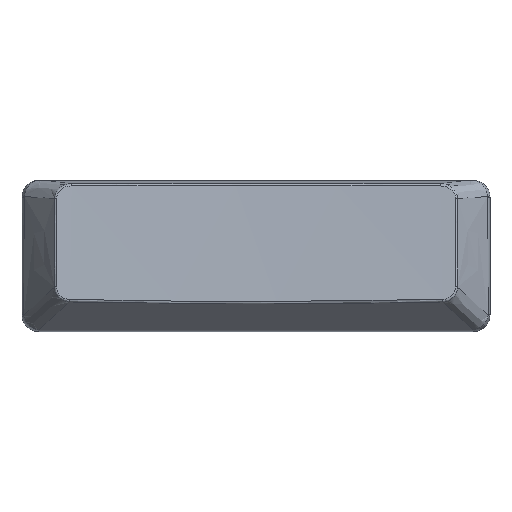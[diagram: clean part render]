
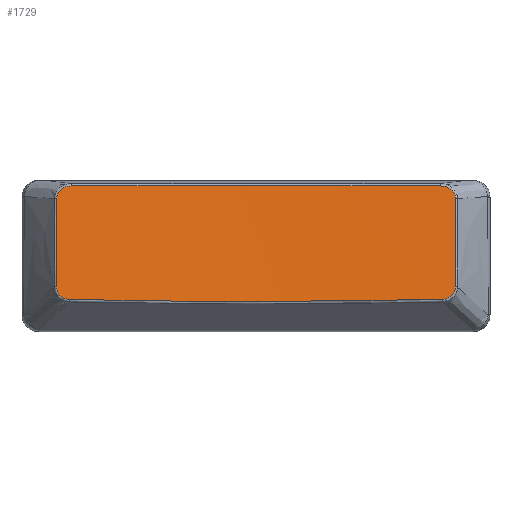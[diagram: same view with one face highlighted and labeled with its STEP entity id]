
A CAD part, top view. The second image highlights one B-rep face of the part: STEP entity #1729.
In plain terms, the highlighted free-form (B-spline) face has degree [1, 2] with [2, 3] control points.
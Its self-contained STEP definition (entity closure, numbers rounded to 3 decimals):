
#20=(
BOUNDED_SURFACE()
B_SPLINE_SURFACE(1,2,((#3394,#3395,#3396),(#3397,#3398,#3399)),
 .UNSPECIFIED.,.F.,.F.,.F.)
B_SPLINE_SURFACE_WITH_KNOTS((2,2),(3,3),(0.181,0.208),
(-1.615,-1.526),.UNSPECIFIED.)
GEOMETRIC_REPRESENTATION_ITEM()
RATIONAL_B_SPLINE_SURFACE(((1.,0.999,1.),(1.,0.999,
1.)))
REPRESENTATION_ITEM('')
SURFACE()
);
#125=B_SPLINE_CURVE_WITH_KNOTS('',3,(#3010,#3011,#3012,#3013),
 .UNSPECIFIED.,.F.,.F.,(4,4),(0.,4.436),.UNSPECIFIED.);
#127=B_SPLINE_CURVE_WITH_KNOTS('',3,(#3053,#3054,#3055,#3056,#3057,#3058),
 .UNSPECIFIED.,.F.,.F.,(4,1,1,4),(0.,0.114,0.189,
0.265),.UNSPECIFIED.);
#129=B_SPLINE_CURVE_WITH_KNOTS('',3,(#3086,#3087,#3088,#3089),
 .UNSPECIFIED.,.F.,.F.,(4,4),(0.,1.07),
 .UNSPECIFIED.);
#131=B_SPLINE_CURVE_WITH_KNOTS('',3,(#3123,#3124,#3125,#3126,#3127),
 .UNSPECIFIED.,.F.,.F.,(4,1,4),(0.,0.104,
0.243),.UNSPECIFIED.);
#133=B_SPLINE_CURVE_WITH_KNOTS('',3,(#3155,#3156,#3157,#3158),
 .UNSPECIFIED.,.F.,.F.,(4,4),(0.,4.481),
 .UNSPECIFIED.);
#135=B_SPLINE_CURVE_WITH_KNOTS('',3,(#3198,#3199,#3200,#3201,#3202,#3203),
 .UNSPECIFIED.,.F.,.F.,(4,1,1,4),(0.,0.104,
0.173,0.243),.UNSPECIFIED.);
#137=B_SPLINE_CURVE_WITH_KNOTS('',3,(#3231,#3232,#3233,#3234),
 .UNSPECIFIED.,.F.,.F.,(4,4),(0.,1.07),.UNSPECIFIED.);
#139=B_SPLINE_CURVE_WITH_KNOTS('',3,(#3271,#3272,#3273,#3274,#3275,#3276),
 .UNSPECIFIED.,.F.,.F.,(4,1,1,4),(0.,0.057,0.114,
0.265),.UNSPECIFIED.);
#466=FACE_OUTER_BOUND('',#576,.T.);
#576=EDGE_LOOP('',(#1379,#1380,#1381,#1382,#1383,#1384,#1385,#1386));
#748=VERTEX_POINT('',#3000);
#751=VERTEX_POINT('',#3008);
#752=VERTEX_POINT('',#3044);
#754=VERTEX_POINT('',#3079);
#756=VERTEX_POINT('',#3115);
#758=VERTEX_POINT('',#3148);
#760=VERTEX_POINT('',#3189);
#762=VERTEX_POINT('',#3224);
#959=EDGE_CURVE('',#751,#748,#125,.T.);
#962=EDGE_CURVE('',#748,#752,#127,.T.);
#965=EDGE_CURVE('',#752,#754,#129,.T.);
#968=EDGE_CURVE('',#754,#756,#131,.T.);
#971=EDGE_CURVE('',#756,#758,#133,.T.);
#974=EDGE_CURVE('',#758,#760,#135,.T.);
#977=EDGE_CURVE('',#760,#762,#137,.T.);
#979=EDGE_CURVE('',#762,#751,#139,.T.);
#1379=ORIENTED_EDGE('',*,*,#959,.F.);
#1380=ORIENTED_EDGE('',*,*,#979,.F.);
#1381=ORIENTED_EDGE('',*,*,#977,.F.);
#1382=ORIENTED_EDGE('',*,*,#974,.F.);
#1383=ORIENTED_EDGE('',*,*,#971,.F.);
#1384=ORIENTED_EDGE('',*,*,#968,.F.);
#1385=ORIENTED_EDGE('',*,*,#965,.F.);
#1386=ORIENTED_EDGE('',*,*,#962,.F.);
#1729=ADVANCED_FACE('',(#466),#20,.T.);
#3000=CARTESIAN_POINT('',(22.161,8.409,4.948));
#3008=CARTESIAN_POINT('',(-22.161,8.409,4.948));
#3010=CARTESIAN_POINT('Ctrl Pts',(-22.161,8.409,4.948));
#3011=CARTESIAN_POINT('Ctrl Pts',(-7.395,8.462,4.341));
#3012=CARTESIAN_POINT('Ctrl Pts',(7.395,8.462,4.341));
#3013=CARTESIAN_POINT('Ctrl Pts',(22.161,8.409,4.948));
#3044=CARTESIAN_POINT('',(23.974,6.892,5.211));
#3053=CARTESIAN_POINT('Ctrl Pts',(22.161,8.409,4.948));
#3054=CARTESIAN_POINT('Ctrl Pts',(22.539,8.408,4.964));
#3055=CARTESIAN_POINT('Ctrl Pts',(23.174,8.261,5.008));
#3056=CARTESIAN_POINT('Ctrl Pts',(23.835,7.644,5.113));
#3057=CARTESIAN_POINT('Ctrl Pts',(23.975,7.143,5.18));
#3058=CARTESIAN_POINT('Ctrl Pts',(23.974,6.892,5.211));
#3079=CARTESIAN_POINT('',(23.949,-3.729,6.514));
#3086=CARTESIAN_POINT('Ctrl Pts',(23.974,6.892,5.211));
#3087=CARTESIAN_POINT('Ctrl Pts',(23.965,3.352,5.645));
#3088=CARTESIAN_POINT('Ctrl Pts',(23.956,-0.189,6.08));
#3089=CARTESIAN_POINT('Ctrl Pts',(23.949,-3.729,6.514));
#3115=CARTESIAN_POINT('',(22.387,-5.238,6.633));
#3123=CARTESIAN_POINT('Ctrl Pts',(23.949,-3.729,6.514));
#3124=CARTESIAN_POINT('Ctrl Pts',(23.948,-4.073,6.556));
#3125=CARTESIAN_POINT('Ctrl Pts',(23.67,-4.892,6.644));
#3126=CARTESIAN_POINT('Ctrl Pts',(22.848,-5.228,6.651));
#3127=CARTESIAN_POINT('Ctrl Pts',(22.387,-5.238,6.633));
#3148=CARTESIAN_POINT('',(-22.387,-5.238,6.633));
#3155=CARTESIAN_POINT('Ctrl Pts',(22.387,-5.238,6.633));
#3156=CARTESIAN_POINT('Ctrl Pts',(7.472,-5.552,6.059));
#3157=CARTESIAN_POINT('Ctrl Pts',(-7.472,-5.552,6.059));
#3158=CARTESIAN_POINT('Ctrl Pts',(-22.387,-5.238,6.633));
#3189=CARTESIAN_POINT('',(-23.949,-3.729,6.514));
#3198=CARTESIAN_POINT('Ctrl Pts',(-22.387,-5.238,6.633));
#3199=CARTESIAN_POINT('Ctrl Pts',(-22.733,-5.23,6.646));
#3200=CARTESIAN_POINT('Ctrl Pts',(-23.316,-5.058,6.65));
#3201=CARTESIAN_POINT('Ctrl Pts',(-23.851,-4.42,6.595));
#3202=CARTESIAN_POINT('Ctrl Pts',(-23.949,-3.959,6.542));
#3203=CARTESIAN_POINT('Ctrl Pts',(-23.949,-3.729,6.514));
#3224=CARTESIAN_POINT('',(-23.974,6.892,5.211));
#3231=CARTESIAN_POINT('Ctrl Pts',(-23.949,-3.729,6.514));
#3232=CARTESIAN_POINT('Ctrl Pts',(-23.956,-0.189,
6.08));
#3233=CARTESIAN_POINT('Ctrl Pts',(-23.965,3.352,5.645));
#3234=CARTESIAN_POINT('Ctrl Pts',(-23.974,6.892,5.211));
#3271=CARTESIAN_POINT('Ctrl Pts',(-23.974,6.892,5.211));
#3272=CARTESIAN_POINT('Ctrl Pts',(-23.975,7.08,5.188));
#3273=CARTESIAN_POINT('Ctrl Pts',(-23.9,7.455,5.139));
#3274=CARTESIAN_POINT('Ctrl Pts',(-23.376,8.185,5.026));
#3275=CARTESIAN_POINT('Ctrl Pts',(-22.665,8.407,4.969));
#3276=CARTESIAN_POINT('Ctrl Pts',(-22.161,8.409,4.948));
#3394=CARTESIAN_POINT('Ctrl Pts',(23.975,-5.414,6.722));
#3395=CARTESIAN_POINT('Ctrl Pts',(0.,-5.541,
5.683));
#3396=CARTESIAN_POINT('Ctrl Pts',(-23.975,-5.414,6.722));
#3397=CARTESIAN_POINT('Ctrl Pts',(23.975,8.544,5.008));
#3398=CARTESIAN_POINT('Ctrl Pts',(0.,8.417,
3.969));
#3399=CARTESIAN_POINT('Ctrl Pts',(-23.975,8.544,5.008));
